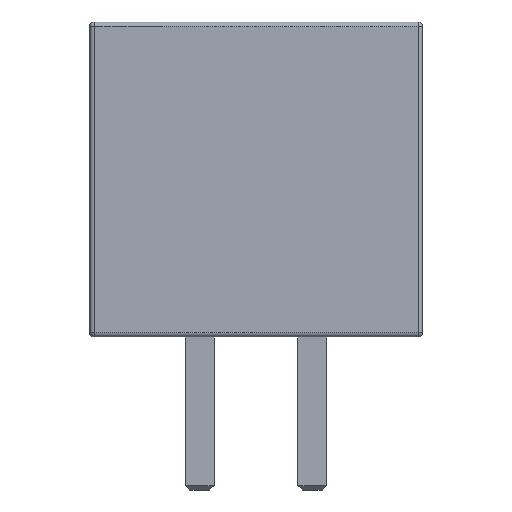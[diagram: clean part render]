
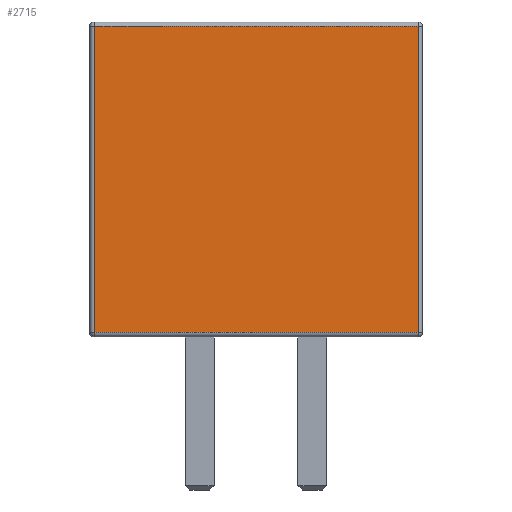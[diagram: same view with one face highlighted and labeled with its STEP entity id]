
A CAD part, front view. The second image highlights one B-rep face of the part: STEP entity #2715.
In plain terms, the highlighted face is planar.
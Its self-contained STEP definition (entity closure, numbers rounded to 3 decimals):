
#440=FACE_OUTER_BOUND('',#617,.T.);
#617=EDGE_LOOP('',(#2266,#2267,#2268,#2269));
#753=LINE('',#4305,#996);
#814=LINE('',#4533,#1057);
#827=LINE('',#4553,#1070);
#830=LINE('',#4557,#1073);
#996=VECTOR('',#3438,6.8);
#1057=VECTOR('',#3713,7.2);
#1070=VECTOR('',#3740,7.2);
#1073=VECTOR('',#3745,6.8);
#1215=VERTEX_POINT('',#4191);
#1232=VERTEX_POINT('',#4238);
#1236=VERTEX_POINT('',#4246);
#1254=VERTEX_POINT('',#4298);
#1517=EDGE_CURVE('',#1254,#1236,#753,.T.);
#1638=EDGE_CURVE('',#1232,#1254,#814,.T.);
#1651=EDGE_CURVE('',#1236,#1215,#827,.T.);
#1654=EDGE_CURVE('',#1215,#1232,#830,.T.);
#2266=ORIENTED_EDGE('',*,*,#1517,.F.);
#2267=ORIENTED_EDGE('',*,*,#1638,.F.);
#2268=ORIENTED_EDGE('',*,*,#1654,.F.);
#2269=ORIENTED_EDGE('',*,*,#1651,.F.);
#2545=PLANE('',#3023);
#2715=ADVANCED_FACE('',(#440),#2545,.F.);
#3023=AXIS2_PLACEMENT_3D('',#4590,#3792,#3793);
#3438=DIRECTION('',(0.,-1.,0.));
#3713=DIRECTION('',(-1.,0.,0.));
#3740=DIRECTION('',(1.,0.,0.));
#3745=DIRECTION('',(0.,1.,0.));
#3792=DIRECTION('center_axis',(0.,0.,1.));
#3793=DIRECTION('ref_axis',(1.,0.,0.));
#4191=CARTESIAN_POINT('',(3.6,0.1,-2.9));
#4238=CARTESIAN_POINT('',(3.6,6.9,-2.9));
#4246=CARTESIAN_POINT('',(-3.6,0.1,-2.9));
#4298=CARTESIAN_POINT('',(-3.6,6.9,-2.9));
#4305=CARTESIAN_POINT('',(-3.6,3.5,-2.9));
#4533=CARTESIAN_POINT('',(3.7,6.9,-2.9));
#4553=CARTESIAN_POINT('',(3.7,0.1,-2.9));
#4557=CARTESIAN_POINT('',(3.6,3.5,-2.9));
#4590=CARTESIAN_POINT('Origin',(3.7,0.,-2.9));
